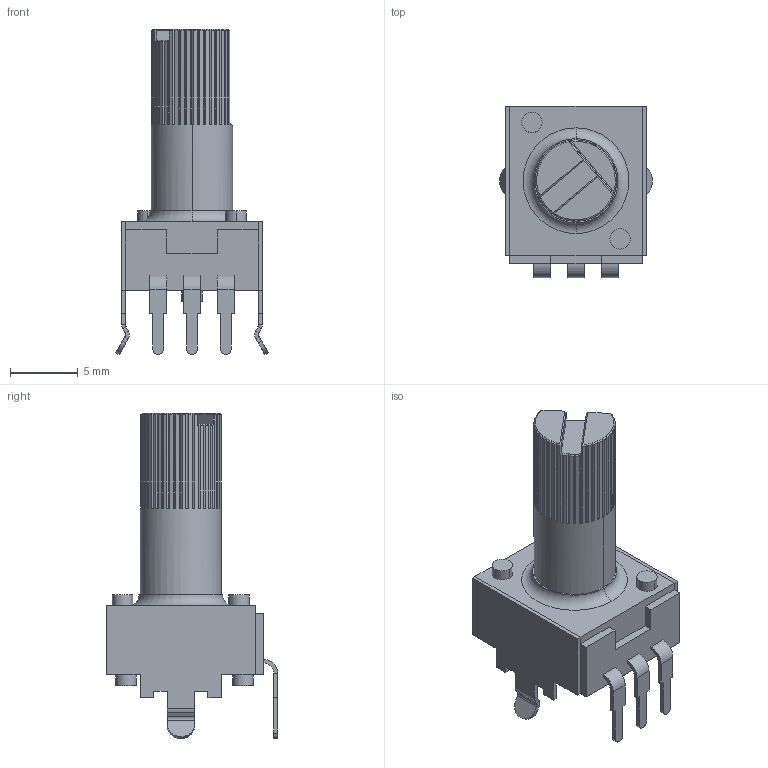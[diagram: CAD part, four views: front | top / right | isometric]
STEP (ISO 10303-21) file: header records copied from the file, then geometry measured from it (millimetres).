
FILE_DESCRIPTION(('FreeCAD Model'),'2;1');
FILE_NAME('P090S.step', '2018-01-09T13:29:05',('kicad StepUp'),('ksu MCAD'), 'Open CASCADE STEP processor 6.8','FreeCAD','Unknown');
FILE_SCHEMA(('AUTOMOTIVE_DESIGN_CC2 { 1 2 10303 214 -1 1 5 4 }'));
Length unit declared in the file: millimetre
Products named in the file (1): P090S
Bounding box: 11.27 x 12.65 x 24.02 mm (x, y, z)
Volume: 986.3 mm3; surface area: 868.7 mm2
Topology: 1 solids, 1 shells, 285 faces, 741 edges, 467 vertices
Faces by surface type: plane 214, cylinder 34, cone 31, bspline 4, torus 2
Entity records: 10717 total; most frequent: CARTESIAN_POINT 1766, ORIENTED_EDGE 1482, DIRECTION 1397, EDGE_CURVE 741, LINE 507, VECTOR 507, VERTEX_POINT 467, AXIS2_PLACEMENT_3D 445
